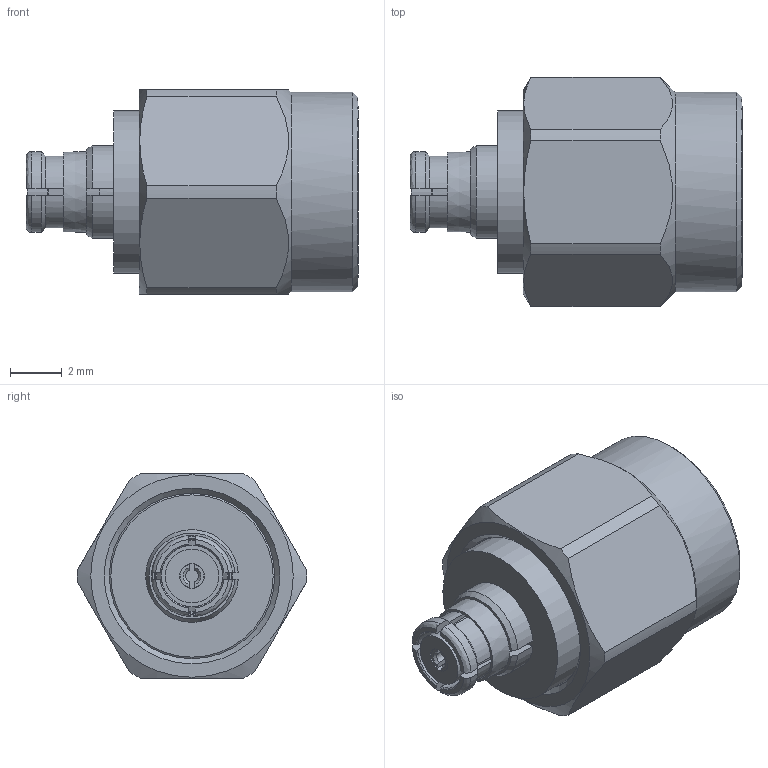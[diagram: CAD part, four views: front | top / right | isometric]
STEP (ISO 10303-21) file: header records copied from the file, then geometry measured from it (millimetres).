
FILE_DESCRIPTION (( 'STEP AP203' ), '1' );
FILE_NAME ('R191.842.002A.STEP', '2012-05-14T07:45:58', ( '' ), ( '' ), 'SwSTEP 2.0', 'SolidWorks 2011', '' );
FILE_SCHEMA (( 'CONFIG_CONTROL_DESIGN' ));
Length unit declared in the file: millimetre
Products named in the file (1): R191.842.002A
Bounding box: 12.89 x 8.9 x 7.94 mm (x, y, z)
Volume: 432.8 mm3; surface area: 484.3 mm2
Topology: 1 solids, 1 shells, 103 faces, 270 edges, 177 vertices
Faces by surface type: plane 44, cylinder 28, cone 27, bspline 4
Full cylindrical faces by diameter (mm): 0.93 x1, 0.95 x1, 1.65 x1, 2.075 x1, 2.79 x1, 5.7 x1, 6.3 x1, 6.425 x1, 6.65 x1, 7.75 x1
Entity records: 3271 total; most frequent: CARTESIAN_POINT 831, ORIENTED_EDGE 486, DIRECTION 478, EDGE_CURVE 243, AXIS2_PLACEMENT_3D 199, VERTEX_POINT 168, EDGE_LOOP 131, FACE_OUTER_BOUND 113
